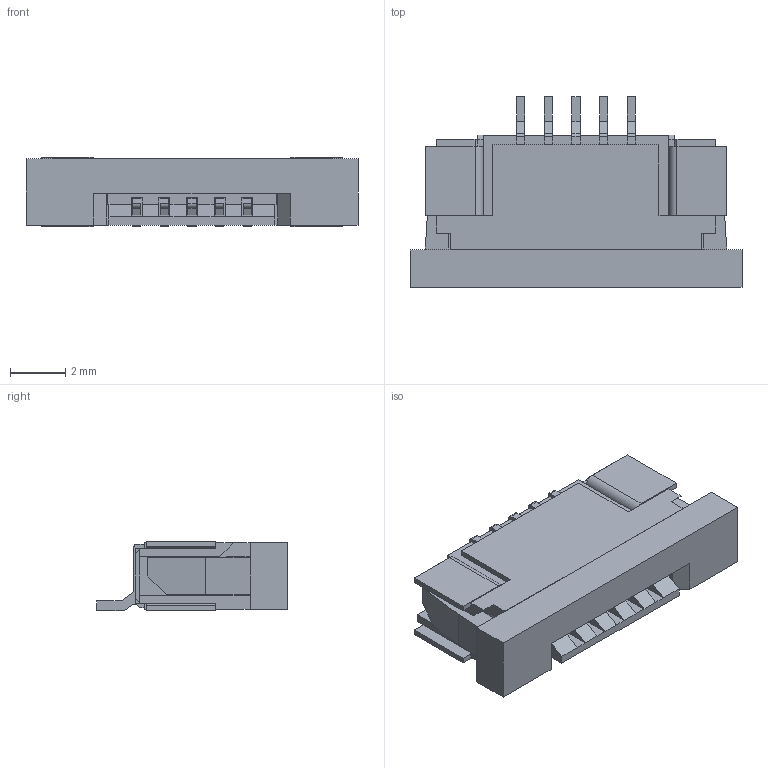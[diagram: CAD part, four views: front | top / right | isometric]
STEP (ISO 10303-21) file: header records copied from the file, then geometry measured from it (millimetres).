
FILE_DESCRIPTION(('STEP AP214'), '1');
FILE_NAME('FFC3B05-08-T', '2018-03-31T19:46:43', ('Nobody'), (''), 'ASCON STEP Converter 1.3', 'ASCON Math Kernel', '');
FILE_SCHEMA(('AUTOMOTIVE_DESIGN { 1 0 10303 214 3 1 1}'));
Length unit declared in the file: millimetre
Assembly tree (8 placements, depth 2):
  (unnamed)
    (unnamed)
    (unnamed)
    (unnamed)  x5
    (unnamed)
Bounding box: 12 x 6.9 x 2.5 mm (x, y, z)
Volume: 121.9 mm3; surface area: 544 mm2
Topology: 9 solids, 9 shells, 390 faces, 1102 edges, 739 vertices
Faces by surface type: plane 342, cylinder 48
Entity records: 10437 total; most frequent: CARTESIAN_POINT 1429, ORIENTED_EDGE 1380, DIRECTION 1276, EDGE_CURVE 690, LINE 686, VECTOR 686, VERTEX_POINT 448, AXIS2_PLACEMENT_3D 295
